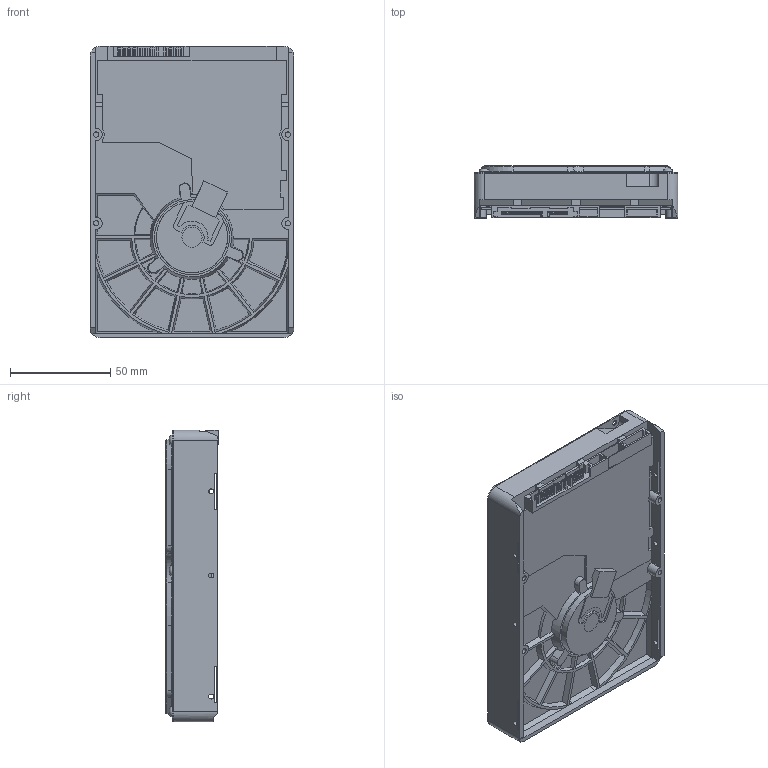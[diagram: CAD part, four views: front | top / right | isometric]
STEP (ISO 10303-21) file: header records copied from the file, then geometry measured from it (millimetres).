
FILE_DESCRIPTION(/* description */ (''),/* implementation_level */ '2;1');
FILE_NAME(/* name */ 'HDD_SATA_3.5.stp',/* time_stamp */ '2022-01-30T12:37:05+01:00',/* author */ ('cemivech'),/* organization */ (''),/* preprocessor_version */ 'ST-DEVELOPER v15.2',/* originating_system */ 'Autodesk Inventor 2014',/* authorisation */ '');
FILE_SCHEMA (('AUTOMOTIVE_DESIGN { 1 0 10303 214 3 1 1 }'));
Length unit declared in the file: millimetre
Products named in the file (1): HDD_SATA_3.5
Bounding box: 101.5 x 25.96 x 145.2 mm (x, y, z)
Volume: 282463.8 mm3; surface area: 57126.9 mm2
Topology: 1 solids, 1 shells, 486 faces, 1348 edges, 884 vertices
Faces by surface type: plane 311, cylinder 78, cone 47, torus 42, bspline 8
Full cylindrical faces by diameter (mm): 2.459 x6, 2.5 x3, 2.6 x4, 5 x6, 35.392 x1, 37.392 x1
Entity records: 15848 total; most frequent: CARTESIAN_POINT 3086, ORIENTED_EDGE 2634, DIRECTION 2560, EDGE_CURVE 1317, VERTEX_POINT 876, LINE 872, VECTOR 872, AXIS2_PLACEMENT_3D 844
